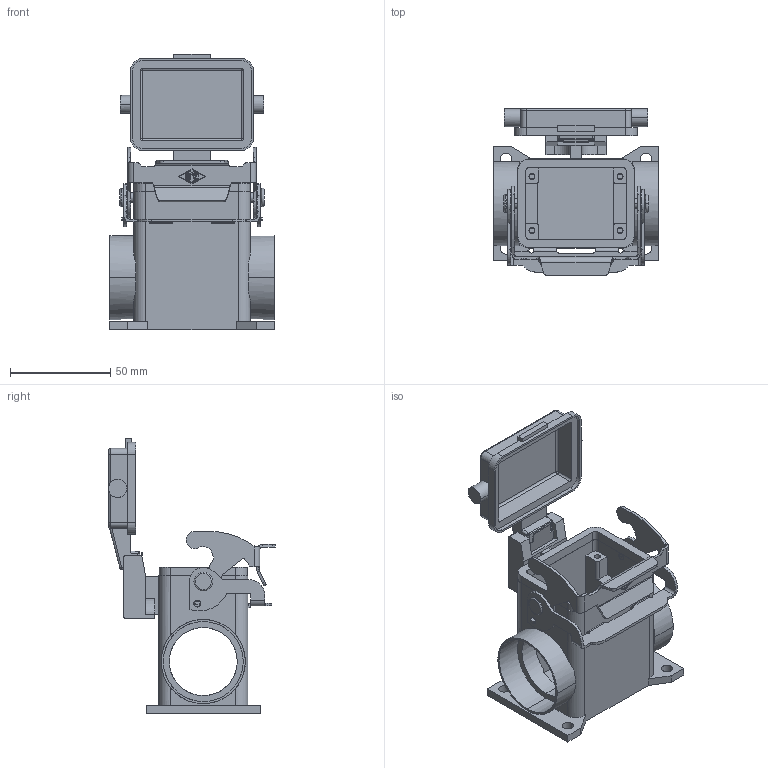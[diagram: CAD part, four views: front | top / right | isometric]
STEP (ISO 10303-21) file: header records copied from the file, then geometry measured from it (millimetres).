
FILE_DESCRIPTION(('Creo Elements/Direct Modeling STEP Export'),'2;1');
FILE_NAME('0ln7uvk49a7dht04008','2017-02-20T14:54:16',(''),(''),'PTC Creo Elements/Direct Modeling STEP processor for AP214 (Solid Model)','PTC Creo Elements/Direct Modeling 19.0E 27-Jun-2016 (C) Parametric Technology GmbH','');
FILE_SCHEMA(('AUTOMOTIVE_DESIGN { 1 0 10303 214 1 1 1 1 }'));
Length unit declared in the file: millimetre
Products named in the file (1): M7APE_06_L240
Bounding box: 82 x 83.23 x 137.5 mm (x, y, z)
Volume: 98680.1 mm3; surface area: 64436 mm2
Topology: 2 solids, 2 shells, 570 faces, 1556 edges, 1008 vertices
Faces by surface type: plane 297, cylinder 233, bspline 14, torus 12, sphere 8, cone 6
Entity records: 25246 total; most frequent: CARTESIAN_POINT 6246, ORIENTED_EDGE 3088, DIRECTION 2951, EDGE_CURVE 1542, VERTEX_POINT 1008, AXIS2_PLACEMENT_3D 990, VECTOR 971, LINE 971
